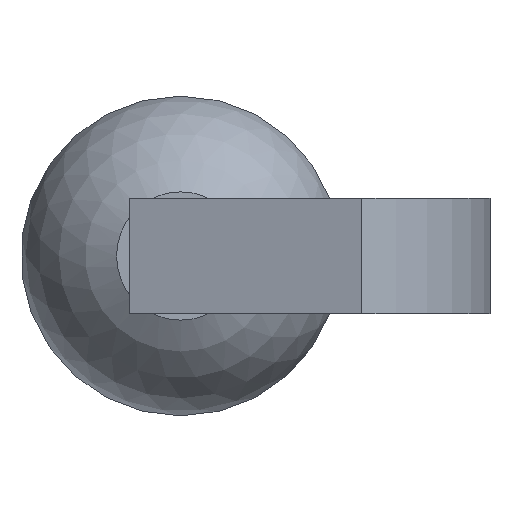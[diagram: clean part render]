
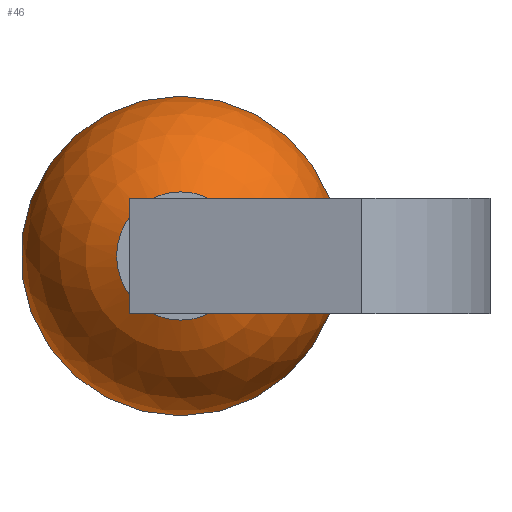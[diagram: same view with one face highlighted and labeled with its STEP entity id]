
A CAD part, left-side view. The second image highlights one B-rep face of the part: STEP entity #46.
In plain terms, the highlighted spherical face has radius 12.5 mm.
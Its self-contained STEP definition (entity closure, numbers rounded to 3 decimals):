
#46 = ADVANCED_FACE( '', ( #102, #103 ), #104, .T. );
#102 = FACE_BOUND( '', #169, .T. );
#103 = FACE_OUTER_BOUND( '', #170, .T. );
#104 = SPHERICAL_SURFACE( '', #171, 12.5 );
#169 = VERTEX_LOOP( '', #241 );
#170 = EDGE_LOOP( '', ( #242 ) );
#171 = AXIS2_PLACEMENT_3D( '', #243, #244, #245 );
#241 = VERTEX_POINT( '', #392 );
#242 = ORIENTED_EDGE( '', *, *, #393, .F. );
#243 = CARTESIAN_POINT( '', ( 104., 5.5, 0. ) );
#244 = DIRECTION( '', ( -1., 0., 0. ) );
#245 = DIRECTION( '', ( 0., -1., 0. ) );
#392 = CARTESIAN_POINT( '', ( 116.5, 5.5, 0. ) );
#393 = EDGE_CURVE( '', #463, #463, #464, .T. );
#463 = VERTEX_POINT( '', #556 );
#464 = CIRCLE( '', #557, 5.015 );
#556 = CARTESIAN_POINT( '', ( 92.55, 0.485, 0. ) );
#557 = AXIS2_PLACEMENT_3D( '', #665, #666, #667 );
#665 = CARTESIAN_POINT( '', ( 92.55, 5.5, 0. ) );
#666 = DIRECTION( '', ( -1., 0., 0. ) );
#667 = DIRECTION( '', ( 0., -1., 0. ) );
